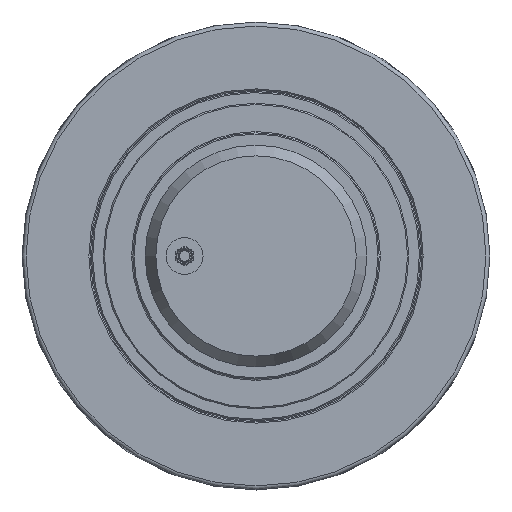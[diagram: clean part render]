
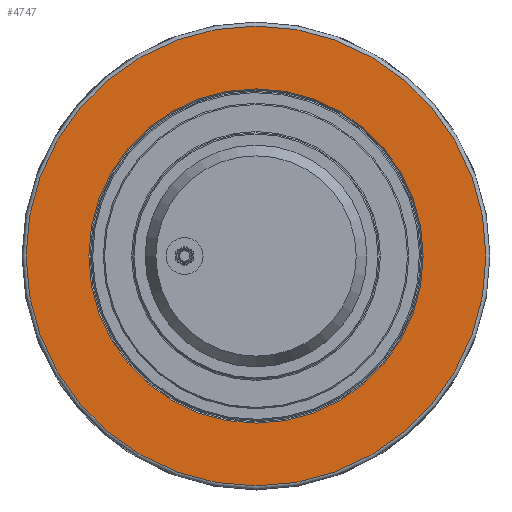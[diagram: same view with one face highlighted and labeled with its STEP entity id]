
A CAD part, left-side view. The second image highlights one B-rep face of the part: STEP entity #4747.
In plain terms, the highlighted planar face has unit normal (-1, 0, 0).
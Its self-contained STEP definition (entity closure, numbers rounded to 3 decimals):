
#139=FACE_BOUND('',#822,.T.);
#249=CIRCLE('',#5061,67.85);
#250=CIRCLE('',#5063,93.362);
#251=CIRCLE('',#5064,93.362);
#557=FACE_OUTER_BOUND('',#821,.T.);
#821=EDGE_LOOP('',(#3166,#3167));
#822=EDGE_LOOP('',(#3168));
#1882=VERTEX_POINT('',#7351);
#1883=VERTEX_POINT('',#7355);
#1884=VERTEX_POINT('',#7356);
#2382=EDGE_CURVE('',#1882,#1882,#249,.T.);
#2384=EDGE_CURVE('',#1883,#1884,#250,.T.);
#2385=EDGE_CURVE('',#1884,#1883,#251,.T.);
#3166=ORIENTED_EDGE('',*,*,#2384,.F.);
#3167=ORIENTED_EDGE('',*,*,#2385,.F.);
#3168=ORIENTED_EDGE('',*,*,#2382,.F.);
#4358=PLANE('',#5062);
#4747=ADVANCED_FACE('',(#557,#139),#4358,.T.);
#5061=AXIS2_PLACEMENT_3D('',#7352,#5794,#5795);
#5062=AXIS2_PLACEMENT_3D('',#7354,#5797,#5798);
#5063=AXIS2_PLACEMENT_3D('',#7357,#5799,#5800);
#5064=AXIS2_PLACEMENT_3D('',#7358,#5801,#5802);
#5794=DIRECTION('center_axis',(-1.,0.,0.));
#5795=DIRECTION('ref_axis',(0.,0.,
-1.));
#5797=DIRECTION('center_axis',(-1.,0.,0.));
#5798=DIRECTION('ref_axis',(0.,-1.,0.));
#5799=DIRECTION('center_axis',(1.,0.,0.));
#5800=DIRECTION('ref_axis',(0.,0.,
-1.));
#5801=DIRECTION('center_axis',(1.,0.,0.));
#5802=DIRECTION('ref_axis',(0.,0.,
-1.));
#7351=CARTESIAN_POINT('',(-9.962,1.215,67.85));
#7352=CARTESIAN_POINT('Origin',(-9.962,1.215,0.));
#7354=CARTESIAN_POINT('Origin',(-9.962,1.215,81.095));
#7355=CARTESIAN_POINT('',(-9.962,1.215,93.362));
#7356=CARTESIAN_POINT('',(-9.962,-92.147,0.));
#7357=CARTESIAN_POINT('Origin',(-9.962,1.215,0.));
#7358=CARTESIAN_POINT('Origin',(-9.962,1.215,0.));
